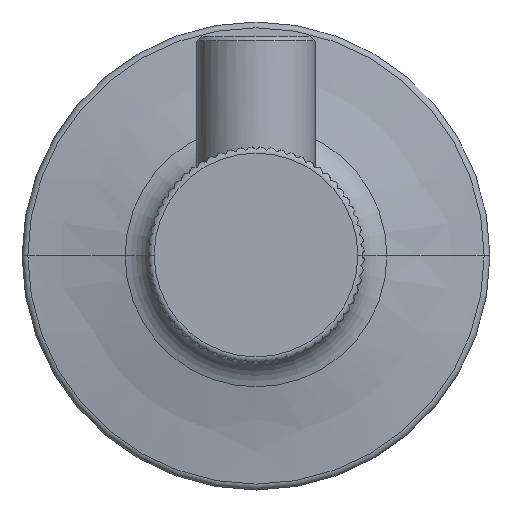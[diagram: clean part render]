
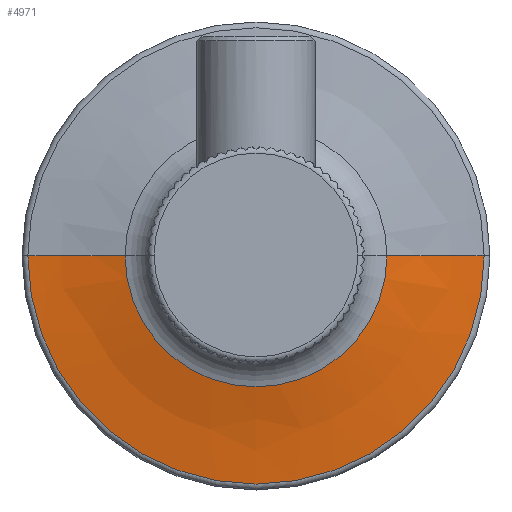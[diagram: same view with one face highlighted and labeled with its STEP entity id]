
A CAD part, top view. The second image highlights one B-rep face of the part: STEP entity #4971.
In plain terms, the highlighted free-form (B-spline) face has degree [3, 3] with [7, 4] control points.
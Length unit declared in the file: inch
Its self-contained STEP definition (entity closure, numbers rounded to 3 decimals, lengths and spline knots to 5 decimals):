
#17=CARTESIAN_POINT('',(0.,0.,0.25187));
#18=DIRECTION('',(0.,0.,1.));
#19=DIRECTION('',(-1.,0.,0.));
#20=AXIS2_PLACEMENT_3D('',#17,#18,#19);
#27=CARTESIAN_POINT('',(1.27863,0.,2.74528));
#28=DIRECTION('',(0.,1.,0.));
#29=DIRECTION('',(-0.073,0.,-0.997));
#30=AXIS2_PLACEMENT_3D('',#27,#28,#29);
#32=CARTESIAN_POINT('',(-1.27863,0.,2.74528));
#33=DIRECTION('',(0.,-1.,0.));
#34=DIRECTION('',(0.073,0.,-0.997));
#35=AXIS2_PLACEMENT_3D('',#32,#33,#34);
#115=CARTESIAN_POINT('',(0.,0.,0.331));
#116=DIRECTION('',(0.,0.,-1.));
#117=DIRECTION('',(1.,0.,0.));
#118=AXIS2_PLACEMENT_3D('',#115,#116,#117);
#4026=CARTESIAN_POINT('',(1.09718,0.,0.25187));
#4027=CARTESIAN_POINT('',(-1.09718,0.,0.25187));
#4028=VERTEX_POINT('',#4026);
#4029=VERTEX_POINT('',#4027);
#4034=CARTESIAN_POINT('',(0.62957,0.,0.331));
#4035=VERTEX_POINT('',#4034);
#4036=CARTESIAN_POINT('',(-0.62957,0.,0.331));
#4037=VERTEX_POINT('',#4036);
#4933=CARTESIAN_POINT('',(1.10447,0.06949,
0.2512));
#4934=CARTESIAN_POINT('',(0.94026,0.05916,
0.26254));
#4935=CARTESIAN_POINT('',(0.77797,0.04895,
0.29006));
#4936=CARTESIAN_POINT('',(0.61917,0.03896,
0.33348));
#4937=CARTESIAN_POINT('',(1.14723,-0.6102,
0.2512));
#4938=CARTESIAN_POINT('',(0.97666,-0.51948,
0.26254));
#4939=CARTESIAN_POINT('',(0.80809,-0.42981,
0.29006));
#4940=CARTESIAN_POINT('',(0.64315,-0.34208,
0.33348));
#4941=CARTESIAN_POINT('',(0.68103,-1.10665,
0.2512));
#4942=CARTESIAN_POINT('',(0.57978,-0.94212,
0.26254));
#4943=CARTESIAN_POINT('',(0.47971,-0.7795,
0.29006));
#4944=CARTESIAN_POINT('',(0.38179,-0.6204,
0.33348));
#4945=CARTESIAN_POINT('',(0.,-1.10665,0.2512));
#4946=CARTESIAN_POINT('',(0.,-0.94212,0.26254));
#4947=CARTESIAN_POINT('',(0.,-0.7795,0.29006));
#4948=CARTESIAN_POINT('',(0.,-0.6204,0.33348));
#4949=CARTESIAN_POINT('',(-0.68103,-1.10665,
0.2512));
#4950=CARTESIAN_POINT('',(-0.57978,-0.94212,
0.26254));
#4951=CARTESIAN_POINT('',(-0.47971,-0.7795,
0.29006));
#4952=CARTESIAN_POINT('',(-0.38179,-0.6204,
0.33348));
#4953=CARTESIAN_POINT('',(-1.14723,-0.6102,
0.2512));
#4954=CARTESIAN_POINT('',(-0.97666,-0.51948,
0.26254));
#4955=CARTESIAN_POINT('',(-0.80809,-0.42981,
0.29006));
#4956=CARTESIAN_POINT('',(-0.64315,-0.34208,
0.33348));
#4957=CARTESIAN_POINT('',(-1.10447,0.06949,
0.2512));
#4958=CARTESIAN_POINT('',(-0.94026,0.05916,
0.26254));
#4959=CARTESIAN_POINT('',(-0.77797,0.04895,
0.29006));
#4960=CARTESIAN_POINT('',(-0.61917,0.03896,
0.33348));
#4961=(BOUNDED_SURFACE()B_SPLINE_SURFACE(3,3,((#4933,#4934,#4935,#4936),(#4937,
#4938,#4939,#4940),(#4941,#4942,#4943,#4944),(#4945,#4946,#4947,#4948),(#4949,
#4950,#4951,#4952),(#4953,#4954,#4955,#4956),(#4957,#4958,#4959,#4960)),
.UNSPECIFIED.,.F.,.F.,.F.)B_SPLINE_SURFACE_WITH_KNOTS((4,3,4),(4,4),(0.,1.,
2.),(0.,1.),.UNSPECIFIED.)GEOMETRIC_REPRESENTATION_ITEM()RATIONAL_B_SPLINE_SURFACE(((1.19,1.186,1.186,1.19),(
0.94,0.937,0.937,0.94),(
0.94,0.937,0.937,0.94),(
1.19,1.186,1.186,1.19),(
0.94,0.937,0.937,0.94),(
0.94,0.937,0.937,0.94),(
1.19,1.186,1.186,1.19)))REPRESENTATION_ITEM('')SURFACE());
#4962=ORIENTED_EDGE('',*,*,#4923,.F.);
#4964=ORIENTED_EDGE('',*,*,#4963,.T.);
#4966=ORIENTED_EDGE('',*,*,#4965,.F.);
#4968=ORIENTED_EDGE('',*,*,#4967,.F.);
#4969=EDGE_LOOP('',(#4962,#4964,#4966,#4968));
#4970=FACE_OUTER_BOUND('',#4969,.F.);
#4971=ADVANCED_FACE('',(#4970),#4961,.F.);
#21=CIRCLE('',#20,1.09718);
#31=CIRCLE('',#30,2.5);
#36=CIRCLE('',#35,2.5);
#119=CIRCLE('',#118,0.62957);
#4923=EDGE_CURVE('',#4029,#4028,#21,.T.);
#4963=EDGE_CURVE('',#4029,#4037,#36,.T.);
#4965=EDGE_CURVE('',#4035,#4037,#119,.T.);
#4967=EDGE_CURVE('',#4028,#4035,#31,.T.);
